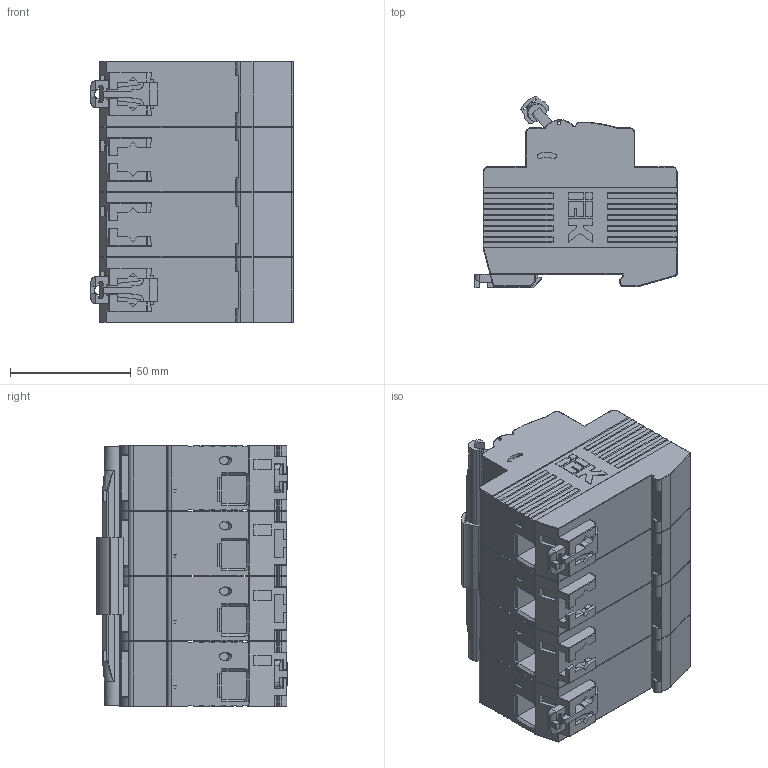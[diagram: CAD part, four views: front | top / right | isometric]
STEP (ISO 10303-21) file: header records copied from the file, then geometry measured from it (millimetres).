
FILE_DESCRIPTION (( 'STEP AP214' ), '1' );
FILE_NAME ('01.01.04.01 ÂÀ 47-100 õ-êà Ñ 4Ð.STEP', '2017-03-13T11:23:07', ( '' ), ( '' ), 'SwSTEP 2.0', 'SolidWorks 2014', '' );
FILE_SCHEMA (( 'AUTOMOTIVE_DESIGN' ));
Length unit declared in the file: millimetre
Products named in the file (1): 01.01.04.01 ÂÀ 47-100 õ-êà Ñ 4Ð
Bounding box: 83.5 x 78.87 x 108 mm (x, y, z)
Volume: 464783.1 mm3; surface area: 87371 mm2
Topology: 6 solids, 46 shells, 2475 faces, 6494 edges, 4178 vertices
Faces by surface type: plane 1570, cylinder 643, bspline 110, sphere 60, torus 48, cone 44
Full cylindrical faces by diameter (mm): 1 x16, 1.06 x16, 1.1 x8, 1.5 x8, 2 x4, 3.5 x4, 7 x8
Entity records: 104006 total; most frequent: CARTESIAN_POINT 17672, ORIENTED_EDGE 12532, DIRECTION 11626, EDGE_CURVE 6266, VECTOR 4630, LINE 4630, VERTEX_POINT 4110, AXIS2_PLACEMENT_3D 3498
